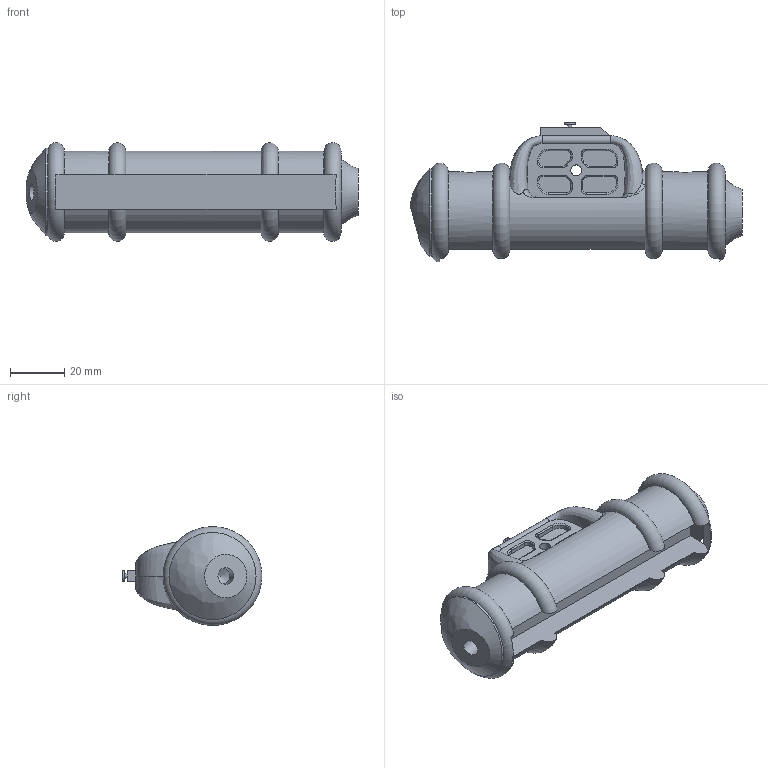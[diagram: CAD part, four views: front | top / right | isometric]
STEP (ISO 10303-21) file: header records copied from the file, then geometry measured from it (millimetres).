
FILE_DESCRIPTION(/* description */ (''),/* implementation_level */ '2;1');
FILE_NAME(/* name */ 'e192d200-059f-11ec-af7b-0a4d7f7b7031.step',/* time_stamp */ '2021-08-25T12:28:17+00:00',/* author */ (''),/* organization */ (''),/* preprocessor_version */ 'ST-DEVELOPER v18.1',/* originating_system */ 'Autodesk Translation Framework v10.6.0.1341',/* authorisation */ '');
FILE_SCHEMA (('AUTOMOTIVE_DESIGN { 1 0 10303 214 3 1 1 }'));
Length unit declared in the file: centimetre
Products named in the file (1): temp_body
Bounding box: 121.99 x 51.25 x 36.28 mm (x, y, z)
Volume: 79075.1 mm3; surface area: 19226.4 mm2
Topology: 1 solids, 1 shells, 227 faces, 572 edges, 354 vertices
Faces by surface type: cylinder 93, plane 61, torus 53, bspline 17, cone 3
Full cylindrical faces by diameter (mm): 1.55 x1, 4 x2, 5.961 x1, 6 x2, 32.013 x1
Entity records: 9757 total; most frequent: CARTESIAN_POINT 4244, DIRECTION 1192, ORIENTED_EDGE 1138, EDGE_CURVE 569, AXIS2_PLACEMENT_3D 481, VERTEX_POINT 354, CIRCLE 270, EDGE_LOOP 243
